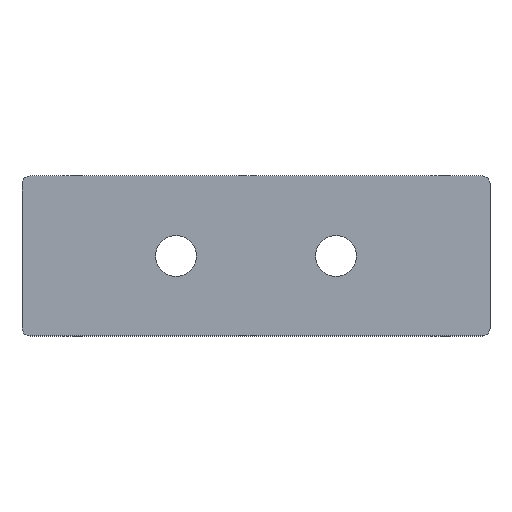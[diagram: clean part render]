
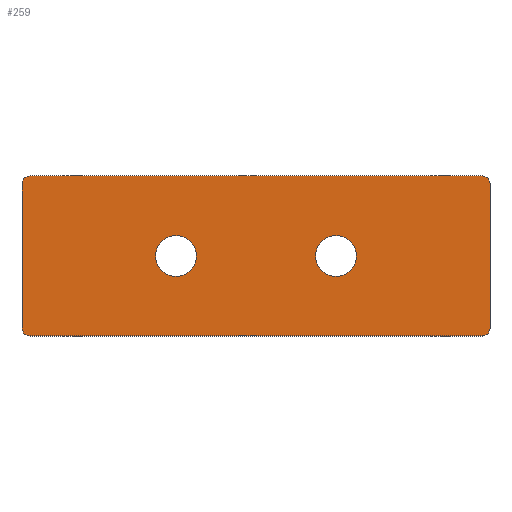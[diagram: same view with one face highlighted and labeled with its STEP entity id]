
A CAD part, top view. The second image highlights one B-rep face of the part: STEP entity #259.
In plain terms, the highlighted planar face has unit normal (0, 0, 1).
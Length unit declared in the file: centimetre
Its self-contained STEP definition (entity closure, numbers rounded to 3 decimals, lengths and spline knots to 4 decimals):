
#22=PLANE('',#282);
#29=LINE('',#408,#45);
#32=LINE('',#414,#48);
#33=LINE('',#418,#49);
#34=LINE('',#422,#50);
#45=VECTOR('',#329,1.);
#48=VECTOR('',#334,1.);
#49=VECTOR('',#337,1.);
#50=VECTOR('',#340,1.);
#61=FACE_BOUND('',#92,.T.);
#62=FACE_BOUND('',#93,.T.);
#75=FACE_OUTER_BOUND('',#91,.T.);
#91=EDGE_LOOP('',(#195,#196,#197,#198,#199,#200,#201,#202));
#92=EDGE_LOOP('',(#203));
#93=EDGE_LOOP('',(#204));
#116=CIRCLE('',#280,0.1);
#117=CIRCLE('',#283,0.1);
#118=CIRCLE('',#284,0.1);
#119=CIRCLE('',#285,0.1);
#120=CIRCLE('',#286,0.255);
#121=CIRCLE('',#287,0.255);
#133=VERTEX_POINT('',#401);
#134=VERTEX_POINT('',#403);
#135=VERTEX_POINT('',#407);
#137=VERTEX_POINT('',#413);
#138=VERTEX_POINT('',#415);
#139=VERTEX_POINT('',#417);
#140=VERTEX_POINT('',#419);
#141=VERTEX_POINT('',#421);
#142=VERTEX_POINT('',#424);
#143=VERTEX_POINT('',#426);
#157=EDGE_CURVE('',#133,#134,#116,.T.);
#159=EDGE_CURVE('',#135,#134,#29,.T.);
#162=EDGE_CURVE('',#133,#137,#32,.F.);
#163=EDGE_CURVE('',#138,#137,#117,.T.);
#164=EDGE_CURVE('',#138,#139,#33,.T.);
#165=EDGE_CURVE('',#139,#140,#118,.T.);
#166=EDGE_CURVE('',#140,#141,#34,.T.);
#167=EDGE_CURVE('',#141,#135,#119,.T.);
#168=EDGE_CURVE('',#142,#142,#120,.T.);
#169=EDGE_CURVE('',#143,#143,#121,.T.);
#195=ORIENTED_EDGE('',*,*,#157,.F.);
#196=ORIENTED_EDGE('',*,*,#162,.T.);
#197=ORIENTED_EDGE('',*,*,#163,.F.);
#198=ORIENTED_EDGE('',*,*,#164,.T.);
#199=ORIENTED_EDGE('',*,*,#165,.T.);
#200=ORIENTED_EDGE('',*,*,#166,.T.);
#201=ORIENTED_EDGE('',*,*,#167,.T.);
#202=ORIENTED_EDGE('',*,*,#159,.T.);
#203=ORIENTED_EDGE('',*,*,#168,.T.);
#204=ORIENTED_EDGE('',*,*,#169,.T.);
#259=ADVANCED_FACE('',(#75,#61,#62),#22,.T.);
#280=AXIS2_PLACEMENT_3D('',#404,#324,#325);
#282=AXIS2_PLACEMENT_3D('',#412,#332,#333);
#283=AXIS2_PLACEMENT_3D('',#416,#335,#336);
#284=AXIS2_PLACEMENT_3D('',#420,#338,#339);
#285=AXIS2_PLACEMENT_3D('',#423,#341,#342);
#286=AXIS2_PLACEMENT_3D('',#425,#343,#344);
#287=AXIS2_PLACEMENT_3D('',#427,#345,#346);
#324=DIRECTION('center_axis',(0.,0.,-1.));
#325=DIRECTION('ref_axis',(-0.707,-0.707,0.));
#329=DIRECTION('',(0.,-1.,0.));
#332=DIRECTION('center_axis',(0.,0.,1.));
#333=DIRECTION('ref_axis',(1.,0.,0.));
#334=DIRECTION('',(-1.,0.,0.));
#335=DIRECTION('center_axis',(0.,0.,-1.));
#336=DIRECTION('ref_axis',(0.707,-0.707,0.));
#337=DIRECTION('',(0.,1.,0.));
#338=DIRECTION('center_axis',(0.,0.,1.));
#339=DIRECTION('ref_axis',(1.,0.,0.));
#340=DIRECTION('',(-1.,0.,0.));
#341=DIRECTION('center_axis',(0.,0.,1.));
#342=DIRECTION('ref_axis',(0.,1.,0.));
#343=DIRECTION('center_axis',(0.,0.,-1.));
#344=DIRECTION('ref_axis',(1.,0.,0.));
#345=DIRECTION('center_axis',(0.,0.,-1.));
#346=DIRECTION('ref_axis',(1.,0.,0.));
#401=CARTESIAN_POINT('',(-2.825,-1.,0.635));
#403=CARTESIAN_POINT('',(-2.925,-0.9,0.635));
#404=CARTESIAN_POINT('Origin',(-2.825,-0.9,0.635));
#407=CARTESIAN_POINT('',(-2.925,0.9,0.635));
#408=CARTESIAN_POINT('',(-2.925,-2.71,0.635));
#412=CARTESIAN_POINT('Origin',(0.,-0.905,
0.635));
#413=CARTESIAN_POINT('',(2.825,-1.,0.635));
#414=CARTESIAN_POINT('',(-1.4125,-1.,0.635));
#415=CARTESIAN_POINT('',(2.925,-0.9,0.635));
#416=CARTESIAN_POINT('Origin',(2.825,-0.9,0.635));
#417=CARTESIAN_POINT('',(2.925,0.9,0.635));
#418=CARTESIAN_POINT('',(2.925,0.9,0.635));
#419=CARTESIAN_POINT('',(2.825,1.,0.635));
#420=CARTESIAN_POINT('Origin',(2.825,0.9,0.635));
#421=CARTESIAN_POINT('',(-2.825,1.,0.635));
#422=CARTESIAN_POINT('',(-2.825,1.,0.635));
#423=CARTESIAN_POINT('Origin',(-2.825,0.9,0.635));
#424=CARTESIAN_POINT('',(0.745,0.,0.635));
#425=CARTESIAN_POINT('Origin',(1.,0.,0.635));
#426=CARTESIAN_POINT('',(-1.255,0.,0.635));
#427=CARTESIAN_POINT('Origin',(-1.,0.,0.635));
